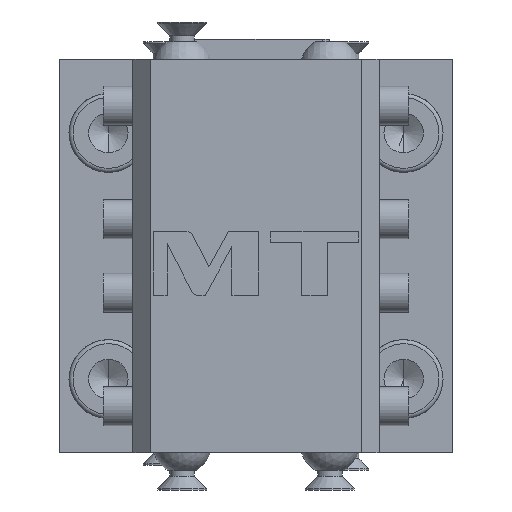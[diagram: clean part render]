
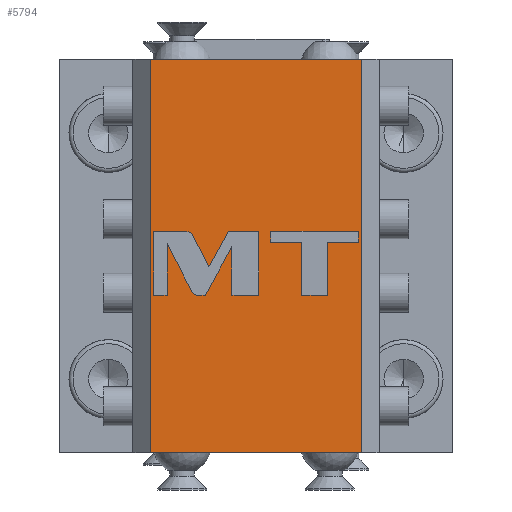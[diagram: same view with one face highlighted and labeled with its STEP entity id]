
A CAD part, left-side view. The second image highlights one B-rep face of the part: STEP entity #5794.
In plain terms, the highlighted planar face has unit normal (-1, 0, 0).
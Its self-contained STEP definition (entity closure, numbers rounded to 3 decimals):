
#25=DIRECTION('',(0.,1.,0.));
#26=VECTOR('',#25,43.);
#27=CARTESIAN_POINT('',(-101.5,-21.5,40.));
#28=LINE('',#27,#26);
#429=DIRECTION('',(0.,1.,0.));
#430=VECTOR('',#429,43.);
#431=CARTESIAN_POINT('',(-101.5,-21.5,-40.));
#432=LINE('',#431,#430);
#775=DIRECTION('',(0.,0.,-1.));
#776=VECTOR('',#775,80.);
#777=CARTESIAN_POINT('',(-101.5,21.5,40.));
#778=LINE('',#777,#776);
#779=DIRECTION('',(0.,0.,-1.));
#780=VECTOR('',#779,80.);
#781=CARTESIAN_POINT('',(-101.5,-21.5,40.));
#782=LINE('',#781,#780);
#783=CARTESIAN_POINT('',(-101.5,12.852,4.154));
#784=CARTESIAN_POINT('',(-101.5,13.122,4.676));
#785=CARTESIAN_POINT('',(-101.5,13.655,5.));
#786=CARTESIAN_POINT('',(-101.5,14.242,5.));
#788=DIRECTION('',(0.,1.,0.));
#789=VECTOR('',#788,6.535);
#790=CARTESIAN_POINT('',(-101.5,14.242,5.));
#791=LINE('',#790,#789);
#792=DIRECTION('',(0.,0.,-1.));
#793=VECTOR('',#792,13.);
#794=CARTESIAN_POINT('',(-101.5,20.777,5.));
#795=LINE('',#794,#793);
#796=DIRECTION('',(0.,-1.,0.));
#797=VECTOR('',#796,2.704);
#798=CARTESIAN_POINT('',(-101.5,20.777,-8.));
#799=LINE('',#798,#797);
#800=DIRECTION('',(0.,0.,1.));
#801=VECTOR('',#800,10.531);
#802=CARTESIAN_POINT('',(-101.5,18.073,-8.));
#803=LINE('',#802,#801);
#804=DIRECTION('',(0.,-0.459,-0.888));
#805=VECTOR('',#804,10.903);
#806=CARTESIAN_POINT('',(-101.5,18.073,2.531));
#807=LINE('',#806,#805);
#808=CARTESIAN_POINT('',(-101.5,13.065,-7.154));
#809=CARTESIAN_POINT('',(-101.5,12.795,-7.677));
#810=CARTESIAN_POINT('',(-101.5,12.261,-8.));
#811=CARTESIAN_POINT('',(-101.5,11.673,-8.));
#813=DIRECTION('',(0.,-1.,0.));
#814=VECTOR('',#813,1.356);
#815=CARTESIAN_POINT('',(-101.5,11.673,-8.));
#816=LINE('',#815,#814);
#817=DIRECTION('',(0.,-0.481,0.877));
#818=VECTOR('',#817,11.28);
#819=CARTESIAN_POINT('',(-101.5,10.317,-8.));
#820=LINE('',#819,#818);
#821=DIRECTION('',(0.,0.,-1.));
#822=VECTOR('',#821,9.888);
#823=CARTESIAN_POINT('',(-101.5,4.889,1.888));
#824=LINE('',#823,#822);
#825=DIRECTION('',(0.,-1.,0.));
#826=VECTOR('',#825,5.47);
#827=CARTESIAN_POINT('',(-101.5,4.889,-8.));
#828=LINE('',#827,#826);
#829=DIRECTION('',(0.,0.,1.));
#830=VECTOR('',#829,13.);
#831=CARTESIAN_POINT('',(-101.5,-0.581,-8.));
#832=LINE('',#831,#830);
#833=DIRECTION('',(0.,1.,0.));
#834=VECTOR('',#833,6.167);
#835=CARTESIAN_POINT('',(-101.5,-0.581,5.));
#836=LINE('',#835,#834);
#837=DIRECTION('',(0.,0.481,-0.877));
#838=VECTOR('',#837,8.244);
#839=CARTESIAN_POINT('',(-101.5,5.586,5.));
#840=LINE('',#839,#838);
#841=DIRECTION('',(0.,0.459,0.888));
#842=VECTOR('',#841,7.183);
#843=CARTESIAN_POINT('',(-101.5,9.553,-2.227));
#844=LINE('',#843,#842);
#845=DIRECTION('',(0.,0.,-1.));
#846=VECTOR('',#845,10.786);
#847=CARTESIAN_POINT('',(-101.5,-9.323,2.786));
#848=LINE('',#847,#846);
#849=DIRECTION('',(0.,-1.,0.));
#850=VECTOR('',#849,5.15);
#851=CARTESIAN_POINT('',(-101.5,-9.323,-8.));
#852=LINE('',#851,#850);
#853=DIRECTION('',(0.,0.,1.));
#854=VECTOR('',#853,10.786);
#855=CARTESIAN_POINT('',(-101.5,-14.473,-8.));
#856=LINE('',#855,#854);
#857=DIRECTION('',(0.,-1.,0.));
#858=VECTOR('',#857,6.302);
#859=CARTESIAN_POINT('',(-101.5,-14.473,2.786));
#860=LINE('',#859,#858);
#861=DIRECTION('',(0.,0.,1.));
#862=VECTOR('',#861,2.214);
#863=CARTESIAN_POINT('',(-101.5,-20.775,2.786));
#864=LINE('',#863,#862);
#865=DIRECTION('',(0.,1.,0.));
#866=VECTOR('',#865,17.754);
#867=CARTESIAN_POINT('',(-101.5,-20.775,5.));
#868=LINE('',#867,#866);
#869=DIRECTION('',(0.,0.,-1.));
#870=VECTOR('',#869,2.214);
#871=CARTESIAN_POINT('',(-101.5,-3.021,5.));
#872=LINE('',#871,#870);
#873=DIRECTION('',(0.,-1.,0.));
#874=VECTOR('',#873,6.302);
#875=CARTESIAN_POINT('',(-101.5,-3.021,2.786));
#876=LINE('',#875,#874);
#4173=CARTESIAN_POINT('',(-101.5,-21.5,40.));
#4174=VERTEX_POINT('',#4173);
#4175=CARTESIAN_POINT('',(-101.5,21.5,40.));
#4176=VERTEX_POINT('',#4175);
#4193=CARTESIAN_POINT('',(-101.5,-21.5,-40.));
#4194=VERTEX_POINT('',#4193);
#4195=CARTESIAN_POINT('',(-101.5,21.5,-40.));
#4196=VERTEX_POINT('',#4195);
#4900=VERTEX_POINT('',#783);
#4901=VERTEX_POINT('',#786);
#4902=CARTESIAN_POINT('',(-101.5,20.777,5.));
#4903=VERTEX_POINT('',#4902);
#4904=CARTESIAN_POINT('',(-101.5,20.777,-8.));
#4905=VERTEX_POINT('',#4904);
#4906=CARTESIAN_POINT('',(-101.5,18.073,-8.));
#4907=VERTEX_POINT('',#4906);
#4908=CARTESIAN_POINT('',(-101.5,18.073,2.531));
#4909=VERTEX_POINT('',#4908);
#4910=CARTESIAN_POINT('',(-101.5,13.065,-7.154));
#4911=VERTEX_POINT('',#4910);
#4912=VERTEX_POINT('',#811);
#4913=CARTESIAN_POINT('',(-101.5,10.317,-8.));
#4914=VERTEX_POINT('',#4913);
#4915=CARTESIAN_POINT('',(-101.5,4.889,1.888));
#4916=VERTEX_POINT('',#4915);
#4917=CARTESIAN_POINT('',(-101.5,4.889,-8.));
#4918=VERTEX_POINT('',#4917);
#4919=CARTESIAN_POINT('',(-101.5,-0.581,-8.));
#4920=VERTEX_POINT('',#4919);
#4921=CARTESIAN_POINT('',(-101.5,-0.581,5.));
#4922=VERTEX_POINT('',#4921);
#4923=CARTESIAN_POINT('',(-101.5,5.586,5.));
#4924=VERTEX_POINT('',#4923);
#4925=CARTESIAN_POINT('',(-101.5,9.553,-2.227));
#4926=VERTEX_POINT('',#4925);
#4927=CARTESIAN_POINT('',(-101.5,-9.323,2.786));
#4928=CARTESIAN_POINT('',(-101.5,-9.323,-8.));
#4929=VERTEX_POINT('',#4927);
#4930=VERTEX_POINT('',#4928);
#4931=CARTESIAN_POINT('',(-101.5,-14.473,-8.));
#4932=VERTEX_POINT('',#4931);
#4933=CARTESIAN_POINT('',(-101.5,-14.473,2.786));
#4934=VERTEX_POINT('',#4933);
#4935=CARTESIAN_POINT('',(-101.5,-20.775,2.786));
#4936=VERTEX_POINT('',#4935);
#4937=CARTESIAN_POINT('',(-101.5,-20.775,5.));
#4938=VERTEX_POINT('',#4937);
#4939=CARTESIAN_POINT('',(-101.5,-3.021,5.));
#4940=VERTEX_POINT('',#4939);
#4941=CARTESIAN_POINT('',(-101.5,-3.021,2.786));
#4942=VERTEX_POINT('',#4941);
#5732=CARTESIAN_POINT('',(-101.5,-21.5,40.));
#5733=DIRECTION('',(-1.,0.,0.));
#5734=DIRECTION('',(0.,1.,0.));
#5735=AXIS2_PLACEMENT_3D('',#5732,#5733,#5734);
#5736=PLANE('',#5735);
#5737=ORIENTED_EDGE('',*,*,#4960,.F.);
#5739=ORIENTED_EDGE('',*,*,#5738,.T.);
#5740=ORIENTED_EDGE('',*,*,#5416,.T.);
#5741=ORIENTED_EDGE('',*,*,#5725,.F.);
#5742=EDGE_LOOP('',(#5737,#5739,#5740,#5741));
#5743=FACE_OUTER_BOUND('',#5742,.F.);
#5745=ORIENTED_EDGE('',*,*,#5744,.T.);
#5747=ORIENTED_EDGE('',*,*,#5746,.T.);
#5749=ORIENTED_EDGE('',*,*,#5748,.T.);
#5751=ORIENTED_EDGE('',*,*,#5750,.T.);
#5753=ORIENTED_EDGE('',*,*,#5752,.T.);
#5755=ORIENTED_EDGE('',*,*,#5754,.T.);
#5757=ORIENTED_EDGE('',*,*,#5756,.T.);
#5759=ORIENTED_EDGE('',*,*,#5758,.T.);
#5761=ORIENTED_EDGE('',*,*,#5760,.T.);
#5763=ORIENTED_EDGE('',*,*,#5762,.T.);
#5765=ORIENTED_EDGE('',*,*,#5764,.T.);
#5767=ORIENTED_EDGE('',*,*,#5766,.T.);
#5769=ORIENTED_EDGE('',*,*,#5768,.T.);
#5771=ORIENTED_EDGE('',*,*,#5770,.T.);
#5773=ORIENTED_EDGE('',*,*,#5772,.T.);
#5774=EDGE_LOOP('',(#5745,#5747,#5749,#5751,#5753,#5755,#5757,#5759,#5761,#5763,
#5765,#5767,#5769,#5771,#5773));
#5775=FACE_BOUND('',#5774,.F.);
#5777=ORIENTED_EDGE('',*,*,#5776,.T.);
#5779=ORIENTED_EDGE('',*,*,#5778,.T.);
#5781=ORIENTED_EDGE('',*,*,#5780,.T.);
#5783=ORIENTED_EDGE('',*,*,#5782,.T.);
#5785=ORIENTED_EDGE('',*,*,#5784,.T.);
#5787=ORIENTED_EDGE('',*,*,#5786,.T.);
#5789=ORIENTED_EDGE('',*,*,#5788,.T.);
#5791=ORIENTED_EDGE('',*,*,#5790,.T.);
#5792=EDGE_LOOP('',(#5777,#5779,#5781,#5783,#5785,#5787,#5789,#5791));
#5793=FACE_BOUND('',#5792,.F.);
#5794=ADVANCED_FACE('',(#5743,#5775,#5793),#5736,.T.);
#787=B_SPLINE_CURVE_WITH_KNOTS('',3,(#783,#784,#785,#786),.UNSPECIFIED.,.F.,.F.,
(4,4),(0.,1.),.UNSPECIFIED.);
#812=B_SPLINE_CURVE_WITH_KNOTS('',3,(#808,#809,#810,#811),.UNSPECIFIED.,.F.,.F.,
(4,4),(0.,1.),.UNSPECIFIED.);
#4960=EDGE_CURVE('',#4174,#4176,#28,.T.);
#5416=EDGE_CURVE('',#4194,#4196,#432,.T.);
#5725=EDGE_CURVE('',#4176,#4196,#778,.T.);
#5738=EDGE_CURVE('',#4174,#4194,#782,.T.);
#5744=EDGE_CURVE('',#4900,#4901,#787,.T.);
#5746=EDGE_CURVE('',#4901,#4903,#791,.T.);
#5748=EDGE_CURVE('',#4903,#4905,#795,.T.);
#5750=EDGE_CURVE('',#4905,#4907,#799,.T.);
#5752=EDGE_CURVE('',#4907,#4909,#803,.T.);
#5754=EDGE_CURVE('',#4909,#4911,#807,.T.);
#5756=EDGE_CURVE('',#4911,#4912,#812,.T.);
#5758=EDGE_CURVE('',#4912,#4914,#816,.T.);
#5760=EDGE_CURVE('',#4914,#4916,#820,.T.);
#5762=EDGE_CURVE('',#4916,#4918,#824,.T.);
#5764=EDGE_CURVE('',#4918,#4920,#828,.T.);
#5766=EDGE_CURVE('',#4920,#4922,#832,.T.);
#5768=EDGE_CURVE('',#4922,#4924,#836,.T.);
#5770=EDGE_CURVE('',#4924,#4926,#840,.T.);
#5772=EDGE_CURVE('',#4926,#4900,#844,.T.);
#5776=EDGE_CURVE('',#4929,#4930,#848,.T.);
#5778=EDGE_CURVE('',#4930,#4932,#852,.T.);
#5780=EDGE_CURVE('',#4932,#4934,#856,.T.);
#5782=EDGE_CURVE('',#4934,#4936,#860,.T.);
#5784=EDGE_CURVE('',#4936,#4938,#864,.T.);
#5786=EDGE_CURVE('',#4938,#4940,#868,.T.);
#5788=EDGE_CURVE('',#4940,#4942,#872,.T.);
#5790=EDGE_CURVE('',#4942,#4929,#876,.T.);
